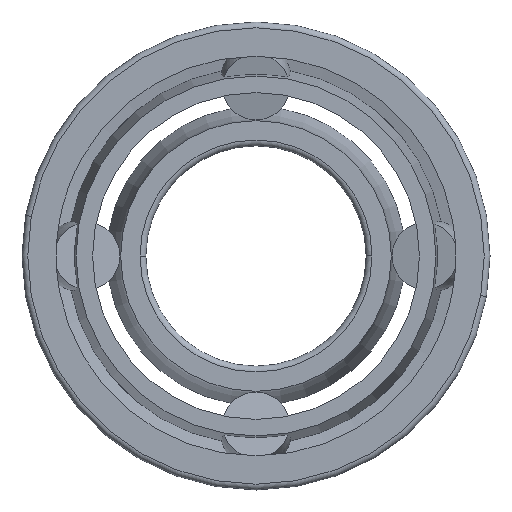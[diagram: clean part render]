
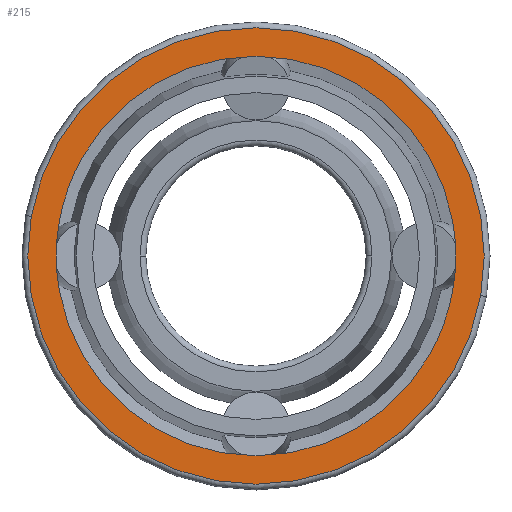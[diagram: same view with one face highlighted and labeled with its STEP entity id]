
A CAD part, left-side view. The second image highlights one B-rep face of the part: STEP entity #215.
In plain terms, the highlighted planar face has unit normal (-1, 0, 0).
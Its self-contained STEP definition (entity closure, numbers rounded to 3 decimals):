
#215=ADVANCED_FACE('',(#554,#555),#556,.T.);
#554=FACE_OUTER_BOUND('',#1043,.T.);
#555=FACE_BOUND('',#1044,.T.);
#556=PLANE('',#1045);
#1043=EDGE_LOOP('',(#1558,#1559));
#1044=EDGE_LOOP('',(#1560,#1561,#1562));
#1045=AXIS2_PLACEMENT_3D('',#1563,#1564,#1565);
#1558=ORIENTED_EDGE('',*,*,#2844,.F.);
#1559=ORIENTED_EDGE('',*,*,#2877,.F.);
#1560=ORIENTED_EDGE('',*,*,#2874,.T.);
#1561=ORIENTED_EDGE('',*,*,#2849,.T.);
#1562=ORIENTED_EDGE('',*,*,#2875,.T.);
#1563=CARTESIAN_POINT('',(0.,-13.497,76.544));
#1564=DIRECTION('',(-1.0,0.,0.));
#1565=DIRECTION('',(0.,0.0,1.0));
#2844=EDGE_CURVE('',#3405,#3408,#3409,.T.);
#2849=EDGE_CURVE('',#3416,#3413,#3417,.T.);
#2874=EDGE_CURVE('',#3450,#3416,#3451,.T.);
#2875=EDGE_CURVE('',#3413,#3450,#3452,.T.);
#2877=EDGE_CURVE('',#3408,#3405,#3454,.T.);
#3405=VERTEX_POINT('',#4224);
#3408=VERTEX_POINT('',#4227);
#3409=CIRCLE('',#4228,82.9);
#3413=VERTEX_POINT('',#4232);
#3416=VERTEX_POINT('',#4235);
#3417=CIRCLE('',#4236,72.55);
#3450=VERTEX_POINT('',#4340);
#3451=CIRCLE('',#4341,72.55);
#3452=CIRCLE('',#4342,72.55);
#3454=CIRCLE('',#4344,82.9);
#4224=CARTESIAN_POINT('',(0.,81.641,14.395));
#4227=CARTESIAN_POINT('',(0.,-81.641,-14.395));
#4228=AXIS2_PLACEMENT_3D('',#5442,#5443,#5444);
#4232=CARTESIAN_POINT('',(0.0,71.448,12.598));
#4235=CARTESIAN_POINT('',(0.0,-71.448,-12.598));
#4236=AXIS2_PLACEMENT_3D('',#5454,#5455,#5456);
#4340=CARTESIAN_POINT('',(0.,-12.598,71.448));
#4341=AXIS2_PLACEMENT_3D('',#5497,#5498,#5499);
#4342=AXIS2_PLACEMENT_3D('',#5500,#5501,#5502);
#4344=AXIS2_PLACEMENT_3D('',#5503,#5504,#5505);
#5442=CARTESIAN_POINT('',(0.,0.0,0.0));
#5443=DIRECTION('',(1.0,0.0,0.0));
#5444=DIRECTION('',(0.0,-0.174,0.985));
#5454=CARTESIAN_POINT('',(0.0,0.0,0.0));
#5455=DIRECTION('',(1.0,0.0,0.0));
#5456=DIRECTION('',(0.0,-0.174,0.985));
#5497=CARTESIAN_POINT('',(0.0,0.0,0.0));
#5498=DIRECTION('',(1.0,0.0,0.0));
#5499=DIRECTION('',(0.0,-0.174,0.985));
#5500=CARTESIAN_POINT('',(0.0,0.0,0.0));
#5501=DIRECTION('',(1.0,0.0,0.0));
#5502=DIRECTION('',(0.0,-0.174,0.985));
#5503=CARTESIAN_POINT('',(0.,0.0,0.0));
#5504=DIRECTION('',(1.0,0.0,0.0));
#5505=DIRECTION('',(0.0,-0.174,0.985));
